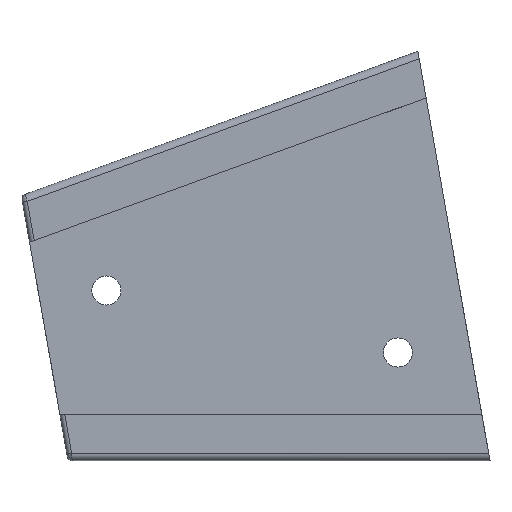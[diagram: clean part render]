
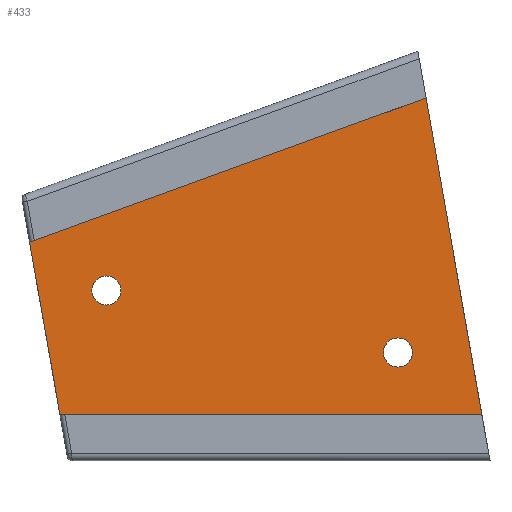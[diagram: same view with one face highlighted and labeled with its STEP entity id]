
A CAD part, left-side view. The second image highlights one B-rep face of the part: STEP entity #433.
In plain terms, the highlighted planar face has unit normal (-1, 0, 0).
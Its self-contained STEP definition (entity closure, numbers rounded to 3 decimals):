
#33=FACE_BOUND('',#99,.T.);
#34=FACE_BOUND('',#100,.T.);
#44=PLANE('',#494);
#69=FACE_OUTER_BOUND('',#98,.T.);
#98=EDGE_LOOP('',(#380,#381,#382,#383));
#99=EDGE_LOOP('',(#384));
#100=EDGE_LOOP('',(#385));
#123=LINE('',#761,#158);
#133=LINE('',#789,#168);
#134=LINE('',#792,#169);
#136=LINE('',#795,#171);
#158=VECTOR('',#583,10.);
#168=VECTOR('',#615,10.);
#169=VECTOR('',#618,10.);
#171=VECTOR('',#622,10.);
#183=CIRCLE('',#489,1.5);
#184=CIRCLE('',#491,1.5);
#213=VERTEX_POINT('',#757);
#214=VERTEX_POINT('',#759);
#218=VERTEX_POINT('',#777);
#219=VERTEX_POINT('',#781);
#221=VERTEX_POINT('',#787);
#222=VERTEX_POINT('',#791);
#263=EDGE_CURVE('',#213,#214,#123,.T.);
#272=EDGE_CURVE('',#218,#218,#183,.T.);
#274=EDGE_CURVE('',#219,#219,#184,.T.);
#277=EDGE_CURVE('',#214,#221,#133,.T.);
#278=EDGE_CURVE('',#222,#213,#134,.T.);
#280=EDGE_CURVE('',#221,#222,#136,.T.);
#380=ORIENTED_EDGE('',*,*,#278,.T.);
#381=ORIENTED_EDGE('',*,*,#263,.T.);
#382=ORIENTED_EDGE('',*,*,#277,.T.);
#383=ORIENTED_EDGE('',*,*,#280,.T.);
#384=ORIENTED_EDGE('',*,*,#272,.T.);
#385=ORIENTED_EDGE('',*,*,#274,.T.);
#433=ADVANCED_FACE('',(#69,#33,#34),#44,.T.);
#489=AXIS2_PLACEMENT_3D('',#779,#604,#605);
#491=AXIS2_PLACEMENT_3D('',#783,#609,#610);
#494=AXIS2_PLACEMENT_3D('',#794,#620,#621);
#583=DIRECTION('',(0.,-0.174,-0.985));
#604=DIRECTION('center_axis',(1.,0.,0.));
#605=DIRECTION('ref_axis',(0.,1.,0.));
#609=DIRECTION('center_axis',(1.,0.,0.));
#610=DIRECTION('ref_axis',(0.,1.,0.));
#615=DIRECTION('',(0.,-1.,0.));
#618=DIRECTION('',(0.,0.94,-0.342));
#620=DIRECTION('center_axis',(-1.,0.,0.));
#621=DIRECTION('ref_axis',(0.,0.,1.));
#622=DIRECTION('',(0.,0.174,0.985));
#757=CARTESIAN_POINT('',(79.4,-13.666,90.786));
#759=CARTESIAN_POINT('',(79.4,-16.795,73.038));
#761=CARTESIAN_POINT('',(79.4,-12.82,95.586));
#777=CARTESIAN_POINT('',(79.4,-53.2,79.4));
#779=CARTESIAN_POINT('Origin',(79.4,-51.7,79.4));
#781=CARTESIAN_POINT('',(79.4,-23.095,85.8));
#783=CARTESIAN_POINT('Origin',(79.4,-21.595,85.8));
#787=CARTESIAN_POINT('',(79.4,-60.362,73.038));
#789=CARTESIAN_POINT('',(79.4,-16.795,73.038));
#791=CARTESIAN_POINT('',(79.4,-54.605,105.686));
#792=CARTESIAN_POINT('',(79.4,-50.025,104.019));
#794=CARTESIAN_POINT('Origin',(79.4,-37.014,89.362));
#795=CARTESIAN_POINT('',(79.4,-61.209,68.238));
